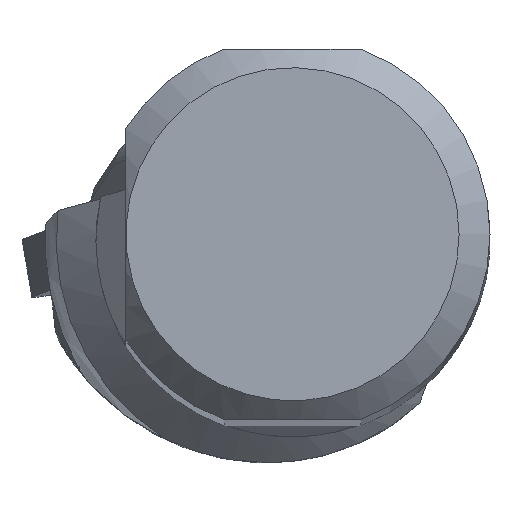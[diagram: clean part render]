
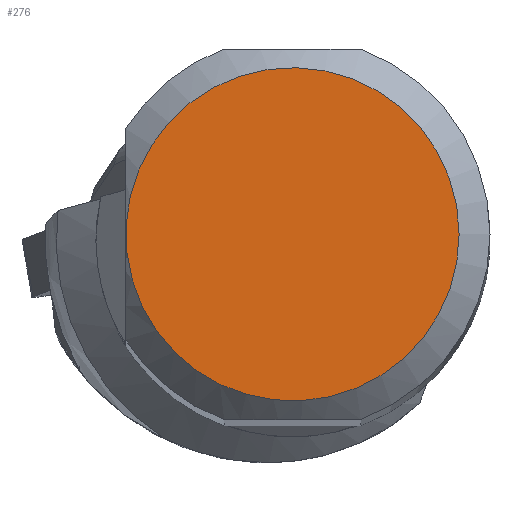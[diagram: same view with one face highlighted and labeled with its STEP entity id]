
A CAD part, top view. The second image highlights one B-rep face of the part: STEP entity #276.
In plain terms, the highlighted planar face has unit normal (0, 0, 1).
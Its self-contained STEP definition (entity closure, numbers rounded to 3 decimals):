
#205=FACE_OUTER_BOUND('',#630,.T.);
#276=ADVANCED_FACE('CU_SU_BP3',(#205),#331,.T.);
#331=PLANE('',#1564);
#630=EDGE_LOOP('',(#840));
#840=ORIENTED_EDGE('',*,*,#1311,.T.);
#1153=VERTEX_POINT('',#2313);
#1311=EDGE_CURVE('',#1153,#1153,#1419,.T.);
#1419=CIRCLE('',#1563,13.489);
#1563=AXIS2_PLACEMENT_3D('',#2312,#1847,#1848);
#1564=AXIS2_PLACEMENT_3D('',#2314,#1849,#1850);
#1847=DIRECTION('',(0.,0.,1.));
#1848=DIRECTION('',(1.,0.,0.));
#1849=DIRECTION('',(0.,0.,1.));
#1850=DIRECTION('',(1.,0.,0.));
#2312=CARTESIAN_POINT('',(0.,0.,0.));
#2313=CARTESIAN_POINT('',(13.489,0.,0.));
#2314=CARTESIAN_POINT('',(0.,0.,
0.));
